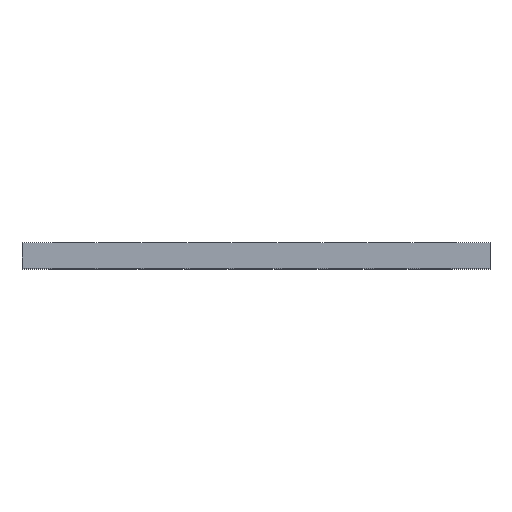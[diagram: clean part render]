
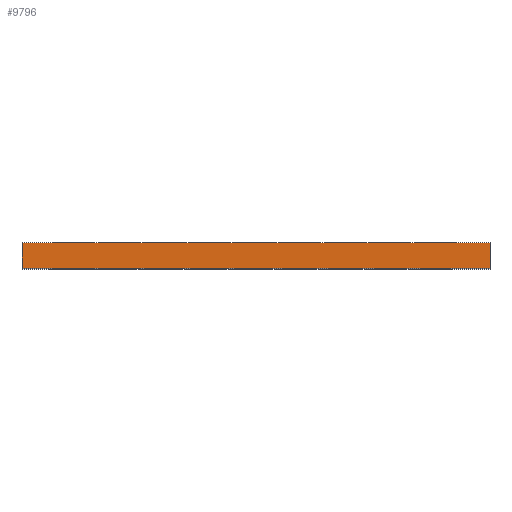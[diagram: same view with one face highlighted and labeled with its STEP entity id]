
A CAD part, top view. The second image highlights one B-rep face of the part: STEP entity #9796.
In plain terms, the highlighted planar face has unit normal (0, 0, 1).
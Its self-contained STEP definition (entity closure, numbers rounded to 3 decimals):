
#621=PLANE('',#10297);
#1083=FACE_OUTER_BOUND('',#1625,.T.);
#1625=EDGE_LOOP('',(#8877,#8878,#8879,#8880));
#1722=LINE('',#12716,#3045);
#2157=LINE('',#13586,#3480);
#3024=LINE('',#15321,#4347);
#3025=LINE('',#15322,#4348);
#3045=VECTOR('',#10420,10.);
#3480=VECTOR('',#10857,10.);
#4347=VECTOR('',#12592,10.);
#4348=VECTOR('',#12593,10.);
#4403=VERTEX_POINT('',#12709);
#4406=VERTEX_POINT('',#12714);
#4839=VERTEX_POINT('',#13582);
#5274=VERTEX_POINT('',#15320);
#5320=EDGE_CURVE('',#4406,#4403,#1722,.T.);
#5755=EDGE_CURVE('',#4403,#4839,#2157,.T.);
#6622=EDGE_CURVE('',#4406,#5274,#3024,.T.);
#6623=EDGE_CURVE('',#5274,#4839,#3025,.T.);
#8877=ORIENTED_EDGE('',*,*,#5320,.F.);
#8878=ORIENTED_EDGE('',*,*,#6622,.T.);
#8879=ORIENTED_EDGE('',*,*,#6623,.T.);
#8880=ORIENTED_EDGE('',*,*,#5755,.F.);
#9796=ADVANCED_FACE('',(#1083),#621,.T.);
#10297=AXIS2_PLACEMENT_3D('',#15319,#12590,#12591);
#10420=DIRECTION('',(1.,0.,0.));
#10857=DIRECTION('',(0.,-1.,0.));
#12590=DIRECTION('center_axis',(0.,0.,1.));
#12591=DIRECTION('ref_axis',(-1.,0.,0.));
#12592=DIRECTION('',(0.,-1.,0.));
#12593=DIRECTION('',(1.,0.,0.));
#12709=CARTESIAN_POINT('',(96.842,355.,173.783));
#12714=CARTESIAN_POINT('',(5.342,355.,173.783));
#12716=CARTESIAN_POINT('',(95.342,355.,173.783));
#13582=CARTESIAN_POINT('',(96.842,350.,173.783));
#13586=CARTESIAN_POINT('',(96.842,355.,173.783));
#15319=CARTESIAN_POINT('Origin',(95.342,355.,173.783));
#15320=CARTESIAN_POINT('',(5.342,350.,173.783));
#15321=CARTESIAN_POINT('',(5.342,355.,173.783));
#15322=CARTESIAN_POINT('',(95.342,350.,173.783));
